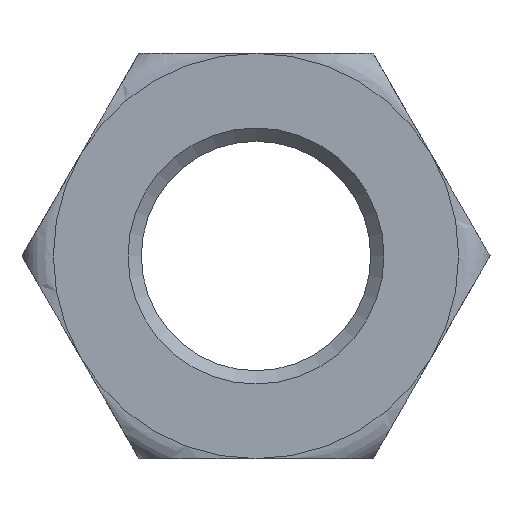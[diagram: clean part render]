
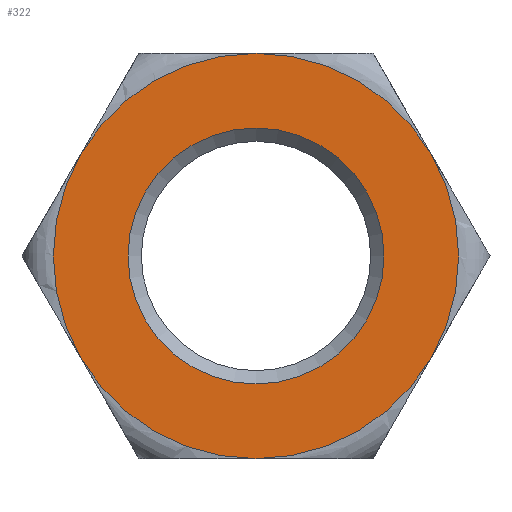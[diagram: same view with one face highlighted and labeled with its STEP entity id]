
A CAD part, front view. The second image highlights one B-rep face of the part: STEP entity #322.
In plain terms, the highlighted planar face has unit normal (0, -1, 0).
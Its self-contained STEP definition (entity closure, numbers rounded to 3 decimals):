
#5 = EDGE_CURVE ( 'NONE', #832, #208, #411, .T. ) ;
#43 = AXIS2_PLACEMENT_3D ( 'NONE', #461, #254, #644 ) ;
#54 = EDGE_LOOP ( 'NONE', ( #228, #363, #843, #606, #791, #754 ) ) ;
#56 = VERTEX_POINT ( 'NONE', #103 ) ;
#64 = VERTEX_POINT ( 'NONE', #238 ) ;
#103 = CARTESIAN_POINT ( 'NONE',  ( -8.227, -5., -4.75 ) ) ;
#110 = CARTESIAN_POINT ( 'NONE',  ( 0., -5., 0. ) ) ;
#112 = EDGE_CURVE ( 'NONE', #64, #859, #231, .T. ) ;
#131 = DIRECTION ( 'NONE',  ( 0., 1., 0. ) ) ;
#154 = CARTESIAN_POINT ( 'NONE',  ( 0., -5., 0. ) ) ;
#188 = AXIS2_PLACEMENT_3D ( 'NONE', #897, #812, #891 ) ;
#207 = EDGE_CURVE ( 'NONE', #511, #64, #871, .T. ) ;
#208 = VERTEX_POINT ( 'NONE', #773 ) ;
#217 = CIRCLE ( 'NONE', #557, 6. ) ;
#228 = ORIENTED_EDGE ( 'NONE', *, *, #112, .F. ) ;
#231 = CIRCLE ( 'NONE', #188, 9.5 ) ;
#238 = CARTESIAN_POINT ( 'NONE',  ( 8.227, -5., -4.75 ) ) ;
#254 = DIRECTION ( 'NONE',  ( 0., 1., 0. ) ) ;
#266 = DIRECTION ( 'NONE',  ( 0., 0., 1. ) ) ;
#283 = EDGE_CURVE ( 'NONE', #859, #56, #803, .T. ) ;
#288 = DIRECTION ( 'NONE',  ( 1., 0., 0. ) ) ;
#307 = VERTEX_POINT ( 'NONE', #377 ) ;
#308 = DIRECTION ( 'NONE',  ( 0., 1., 0. ) ) ;
#322 = ADVANCED_FACE ( 'NONE', ( #726, #802 ), #808, .F. ) ;
#330 = DIRECTION ( 'NONE',  ( 0., 1., 0. ) ) ;
#335 = DIRECTION ( 'NONE',  ( 0., 1., 0. ) ) ;
#348 = CARTESIAN_POINT ( 'NONE',  ( 0., -5., 0. ) ) ;
#358 = DIRECTION ( 'NONE',  ( 0., 1., 0. ) ) ;
#361 = AXIS2_PLACEMENT_3D ( 'NONE', #689, #308, #612 ) ;
#363 = ORIENTED_EDGE ( 'NONE', *, *, #207, .F. ) ;
#377 = CARTESIAN_POINT ( 'NONE',  ( 0., -5., 6. ) ) ;
#406 = CARTESIAN_POINT ( 'NONE',  ( 0., -5., 0. ) ) ;
#411 = CIRCLE ( 'NONE', #43, 9.5 ) ;
#412 = AXIS2_PLACEMENT_3D ( 'NONE', #415, #335, #266 ) ;
#415 = CARTESIAN_POINT ( 'NONE',  ( 0., -5., 0. ) ) ;
#461 = CARTESIAN_POINT ( 'NONE',  ( 0., -5., 0. ) ) ;
#463 = DIRECTION ( 'NONE',  ( 1., 0., 0. ) ) ;
#465 = DIRECTION ( 'NONE',  ( 0., 1., 0. ) ) ;
#476 = AXIS2_PLACEMENT_3D ( 'NONE', #406, #330, #463 ) ;
#477 = AXIS2_PLACEMENT_3D ( 'NONE', #110, #131, #288 ) ;
#493 = CIRCLE ( 'NONE', #477, 9.5 ) ;
#494 = ORIENTED_EDGE ( 'NONE', *, *, #636, .T. ) ;
#508 = EDGE_CURVE ( 'NONE', #208, #511, #619, .T. ) ;
#511 = VERTEX_POINT ( 'NONE', #948 ) ;
#545 = EDGE_LOOP ( 'NONE', ( #494 ) ) ;
#548 = DIRECTION ( 'NONE',  ( 1., 0., 0. ) ) ;
#557 = AXIS2_PLACEMENT_3D ( 'NONE', #348, #358, #573 ) ;
#573 = DIRECTION ( 'NONE',  ( 0., 0., 1. ) ) ;
#606 = ORIENTED_EDGE ( 'NONE', *, *, #5, .F. ) ;
#612 = DIRECTION ( 'NONE',  ( 1., 0., 0. ) ) ;
#619 = CIRCLE ( 'NONE', #993, 9.5 ) ;
#636 = EDGE_CURVE ( 'NONE', #307, #307, #217, .T. ) ;
#644 = DIRECTION ( 'NONE',  ( -1., 0., 0. ) ) ;
#689 = CARTESIAN_POINT ( 'NONE',  ( 0., -5., 0. ) ) ;
#726 = FACE_BOUND ( 'NONE', #545, .T. ) ;
#754 = ORIENTED_EDGE ( 'NONE', *, *, #283, .F. ) ;
#773 = CARTESIAN_POINT ( 'NONE',  ( 0., -5., 9.5 ) ) ;
#791 = ORIENTED_EDGE ( 'NONE', *, *, #934, .F. ) ;
#802 = FACE_OUTER_BOUND ( 'NONE', #54, .T. ) ;
#803 = CIRCLE ( 'NONE', #476, 9.5 ) ;
#808 = PLANE ( 'NONE',  #412 ) ;
#812 = DIRECTION ( 'NONE',  ( 0., 1., 0. ) ) ;
#832 = VERTEX_POINT ( 'NONE', #873 ) ;
#843 = ORIENTED_EDGE ( 'NONE', *, *, #508, .F. ) ;
#859 = VERTEX_POINT ( 'NONE', #878 ) ;
#871 = CIRCLE ( 'NONE', #361, 9.5 ) ;
#873 = CARTESIAN_POINT ( 'NONE',  ( -8.227, -5., 4.75 ) ) ;
#878 = CARTESIAN_POINT ( 'NONE',  ( 0., -5., -9.5 ) ) ;
#891 = DIRECTION ( 'NONE',  ( 1., 0., 0. ) ) ;
#897 = CARTESIAN_POINT ( 'NONE',  ( 0., -5., 0. ) ) ;
#934 = EDGE_CURVE ( 'NONE', #56, #832, #493, .T. ) ;
#948 = CARTESIAN_POINT ( 'NONE',  ( 8.227, -5., 4.75 ) ) ;
#993 = AXIS2_PLACEMENT_3D ( 'NONE', #154, #465, #548 ) ;
